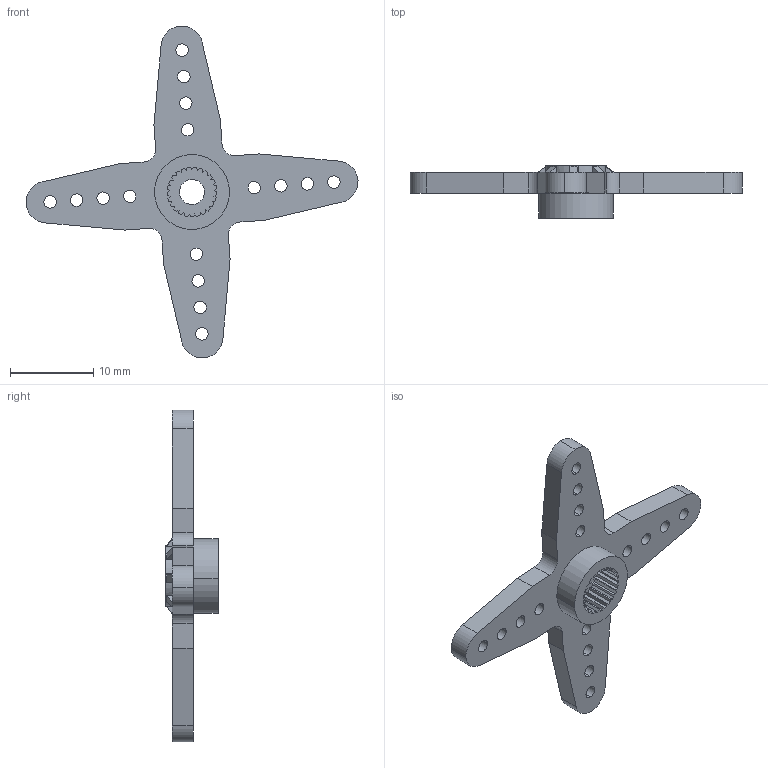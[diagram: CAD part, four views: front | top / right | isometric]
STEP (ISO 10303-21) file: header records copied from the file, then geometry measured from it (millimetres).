
FILE_DESCRIPTION (( 'STEP AP203' ), '1' );
FILE_NAME ('arm_4pad.step_Predeterminado_sldprt.STEP', '2025-01-30T00:13:50', ( '' ), ( '' ), 'SwSTEP 2.0', 'SolidWorks 2025', '' );
FILE_SCHEMA (( 'CONFIG_CONTROL_DESIGN' ));
Length unit declared in the file: millimetre
Products named in the file (1): arm_4pad.step_Predeterminado_sldprt
Bounding box: 39.9 x 6.3 x 39.9 mm (x, y, z)
Volume: 1213.8 mm3; surface area: 1701.4 mm2
Topology: 1 solids, 1 shells, 184 faces, 540 edges, 362 vertices
Faces by surface type: plane 104, cylinder 80
Entity records: 6319 total; most frequent: CARTESIAN_POINT 1157, ORIENTED_EDGE 1080, DIRECTION 1056, EDGE_CURVE 540, VERTEX_POINT 362, AXIS2_PLACEMENT_3D 357, LINE 342, VECTOR 342
